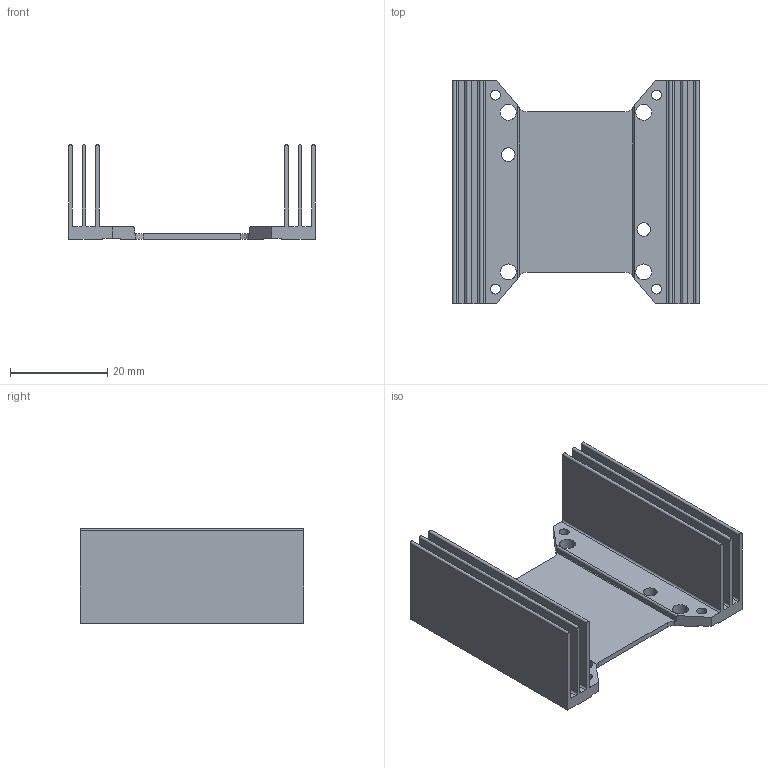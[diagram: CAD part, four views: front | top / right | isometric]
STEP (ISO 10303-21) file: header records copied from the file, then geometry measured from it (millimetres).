
FILE_DESCRIPTION (( 'STEP AP214' ), '1' );
FILE_NAME ('40098.STEP', '2015-07-30T17:47:54', ( 'VicorUser' ), ( 'Microsoft' ), 'SwSTEP 2.0', 'SolidWorks 2012', '' );
FILE_SCHEMA (( 'AUTOMOTIVE_DESIGN' ));
Length unit declared in the file: millimetre
Products named in the file (1): 40098
Bounding box: 50.8 x 46 x 19.5 mm (x, y, z)
Volume: 7276.6 mm3; surface area: 13966.5 mm2
Topology: 1 solids, 1 shells, 100 faces, 312 edges, 208 vertices
Faces by surface type: cylinder 54, plane 46
Entity records: 3716 total; most frequent: CARTESIAN_POINT 743, ORIENTED_EDGE 624, DIRECTION 586, EDGE_CURVE 312, VERTEX_POINT 208, AXIS2_PLACEMENT_3D 197, LINE 192, VECTOR 192
